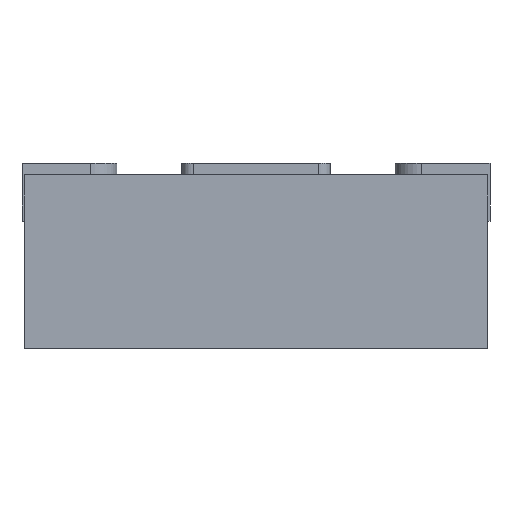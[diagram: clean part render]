
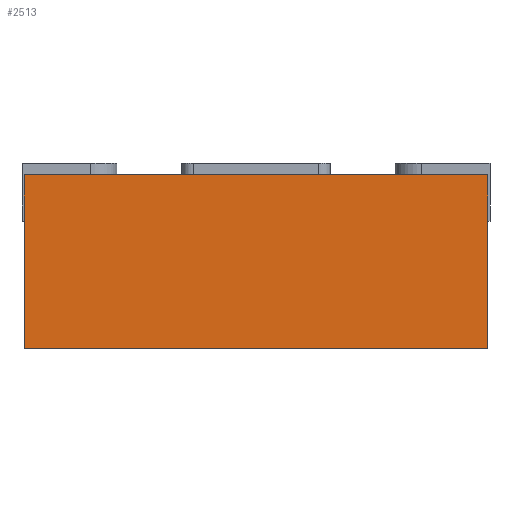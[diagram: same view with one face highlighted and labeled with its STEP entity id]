
A CAD part, left-side view. The second image highlights one B-rep face of the part: STEP entity #2513.
In plain terms, the highlighted planar face has unit normal (-1, 0, 0).
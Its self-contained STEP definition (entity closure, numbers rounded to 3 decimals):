
#161 = LINE ( 'NONE', #1985, #1952 ) ;
#229 = DIRECTION ( 'NONE',  ( 0., 0., 1. ) ) ;
#345 = VECTOR ( 'NONE', #229, 1000. ) ;
#364 = EDGE_LOOP ( 'NONE', ( #1344, #3369, #806, #3071 ) ) ;
#617 = DIRECTION ( 'NONE',  ( 0., 0., -1. ) ) ;
#633 = EDGE_CURVE ( 'NONE', #4111, #665, #161, .T. ) ;
#665 = VERTEX_POINT ( 'NONE', #4465 ) ;
#806 = ORIENTED_EDGE ( 'NONE', *, *, #3016, .T. ) ;
#1344 = ORIENTED_EDGE ( 'NONE', *, *, #633, .T. ) ;
#1735 = LINE ( 'NONE', #2761, #3624 ) ;
#1743 = DIRECTION ( 'NONE',  ( -1., 0., 0. ) ) ;
#1797 = LINE ( 'NONE', #1811, #3567 ) ;
#1811 = CARTESIAN_POINT ( 'NONE',  ( -18.671, 8.732, -0.75 ) ) ;
#1952 = VECTOR ( 'NONE', #3056, 1000. ) ;
#1968 = CARTESIAN_POINT ( 'NONE',  ( -18.671, 7.232, -0.75 ) ) ;
#1985 = CARTESIAN_POINT ( 'NONE',  ( -18.671, 9.232, 0. ) ) ;
#2162 = DIRECTION ( 'NONE',  ( 0., -1., 0. ) ) ;
#2242 = LINE ( 'NONE', #3091, #345 ) ;
#2513 = ADVANCED_FACE ( 'NONE', ( #4483 ), #3842, .T. ) ;
#2728 = CARTESIAN_POINT ( 'NONE',  ( -18.671, 7.232, 0. ) ) ;
#2761 = CARTESIAN_POINT ( 'NONE',  ( -18.671, 9.232, 0. ) ) ;
#2915 = EDGE_CURVE ( 'NONE', #665, #4266, #1735, .T. ) ;
#3016 = EDGE_CURVE ( 'NONE', #4266, #3987, #1797, .T. ) ;
#3056 = DIRECTION ( 'NONE',  ( 0., 1., 0. ) ) ;
#3071 = ORIENTED_EDGE ( 'NONE', *, *, #3293, .T. ) ;
#3091 = CARTESIAN_POINT ( 'NONE',  ( -18.671, 7.232, 0. ) ) ;
#3293 = EDGE_CURVE ( 'NONE', #3987, #4111, #2242, .T. ) ;
#3369 = ORIENTED_EDGE ( 'NONE', *, *, #2915, .T. ) ;
#3567 = VECTOR ( 'NONE', #2162, 1000. ) ;
#3624 = VECTOR ( 'NONE', #617, 1000. ) ;
#3842 = PLANE ( 'NONE',  #4544 ) ;
#3857 = CARTESIAN_POINT ( 'NONE',  ( -18.671, 9.232, 0. ) ) ;
#3987 = VERTEX_POINT ( 'NONE', #1968 ) ;
#4111 = VERTEX_POINT ( 'NONE', #2728 ) ;
#4205 = DIRECTION ( 'NONE',  ( 0., 0., 1. ) ) ;
#4219 = CARTESIAN_POINT ( 'NONE',  ( -18.671, 9.232, -0.75 ) ) ;
#4266 = VERTEX_POINT ( 'NONE', #4219 ) ;
#4465 = CARTESIAN_POINT ( 'NONE',  ( -18.671, 9.232, 0. ) ) ;
#4483 = FACE_OUTER_BOUND ( 'NONE', #364, .T. ) ;
#4544 = AXIS2_PLACEMENT_3D ( 'NONE', #3857, #1743, #4205 ) ;
